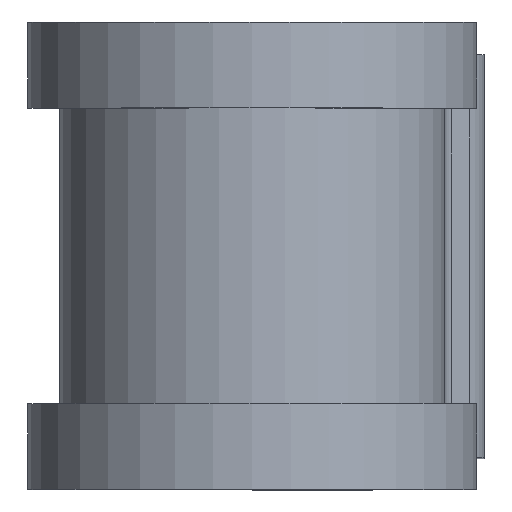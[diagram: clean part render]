
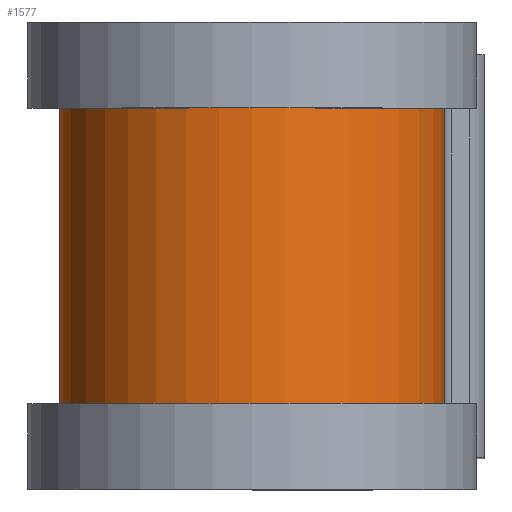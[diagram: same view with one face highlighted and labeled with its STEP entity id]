
A CAD part, top view. The second image highlights one B-rep face of the part: STEP entity #1577.
In plain terms, the highlighted cylindrical face has radius 9.093 mm (diameter 18.186 mm), a partial arc.
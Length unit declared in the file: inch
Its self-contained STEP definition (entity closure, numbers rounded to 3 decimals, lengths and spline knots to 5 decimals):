
#21 = CYLINDRICAL_SURFACE ( 'NONE', #1583, 0.358 ) ;
#50 = CARTESIAN_POINT ( 'NONE',  ( 0., -0.275, 0. ) ) ;
#126 = VECTOR ( 'NONE', #1088, 39.37008 ) ;
#130 = LINE ( 'NONE', #875, #126 ) ;
#153 = LINE ( 'NONE', #439, #200 ) ;
#175 = CARTESIAN_POINT ( 'NONE',  ( 0., -0.275, -0.358 ) ) ;
#177 = DIRECTION ( 'NONE',  ( 0., 0., -1. ) ) ;
#191 = CARTESIAN_POINT ( 'NONE',  ( 0.358, 0.275, 0. ) ) ;
#200 = VECTOR ( 'NONE', #805, 39.37008 ) ;
#235 = DIRECTION ( 'NONE',  ( 0., -1., 0. ) ) ;
#236 = VERTEX_POINT ( 'NONE', #679 ) ;
#398 = VERTEX_POINT ( 'NONE', #175 ) ;
#439 = CARTESIAN_POINT ( 'NONE',  ( 0., 0.375, -0.358 ) ) ;
#471 = AXIS2_PLACEMENT_3D ( 'NONE', #1042, #235, #1179 ) ;
#524 = FACE_OUTER_BOUND ( 'NONE', #825, .T. ) ;
#565 = DIRECTION ( 'NONE',  ( 0., -1., 0. ) ) ;
#679 = CARTESIAN_POINT ( 'NONE',  ( 0., 0.275, -0.358 ) ) ;
#694 = AXIS2_PLACEMENT_3D ( 'NONE', #50, #987, #177 ) ;
#801 = VERTEX_POINT ( 'NONE', #191 ) ;
#805 = DIRECTION ( 'NONE',  ( 0., -1., 0. ) ) ;
#822 = EDGE_CURVE ( 'NONE', #236, #398, #153, .T. ) ;
#825 = EDGE_LOOP ( 'NONE', ( #1113, #1014, #1006, #1643 ) ) ;
#831 = EDGE_CURVE ( 'NONE', #801, #1605, #130, .T. ) ;
#875 = CARTESIAN_POINT ( 'NONE',  ( 0.358, 0.375, 0. ) ) ;
#987 = DIRECTION ( 'NONE',  ( 0., -1., 0. ) ) ;
#1006 = ORIENTED_EDGE ( 'NONE', *, *, #822, .T. ) ;
#1014 = ORIENTED_EDGE ( 'NONE', *, *, #1195, .T. ) ;
#1042 = CARTESIAN_POINT ( 'NONE',  ( 0., 0.275, 0. ) ) ;
#1088 = DIRECTION ( 'NONE',  ( 0., -1., 0. ) ) ;
#1113 = ORIENTED_EDGE ( 'NONE', *, *, #831, .F. ) ;
#1137 = DIRECTION ( 'NONE',  ( 0., 0., -1. ) ) ;
#1151 = CARTESIAN_POINT ( 'NONE',  ( 0.358, -0.275, 0. ) ) ;
#1179 = DIRECTION ( 'NONE',  ( 0., 0., -1. ) ) ;
#1195 = EDGE_CURVE ( 'NONE', #801, #236, #1348, .T. ) ;
#1348 = CIRCLE ( 'NONE', #471, 0.358 ) ;
#1452 = CARTESIAN_POINT ( 'NONE',  ( 0., 0.375, 0. ) ) ;
#1509 = EDGE_CURVE ( 'NONE', #1605, #398, #1552, .T. ) ;
#1552 = CIRCLE ( 'NONE', #694, 0.358 ) ;
#1577 = ADVANCED_FACE ( 'NONE', ( #524 ), #21, .T. ) ;
#1583 = AXIS2_PLACEMENT_3D ( 'NONE', #1452, #565, #1137 ) ;
#1605 = VERTEX_POINT ( 'NONE', #1151 ) ;
#1643 = ORIENTED_EDGE ( 'NONE', *, *, #1509, .F. ) ;
